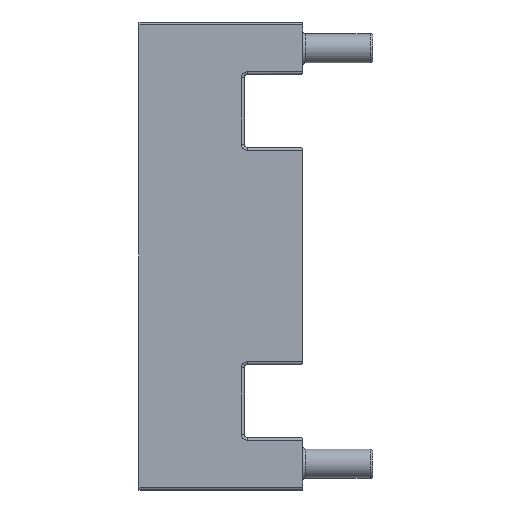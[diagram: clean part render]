
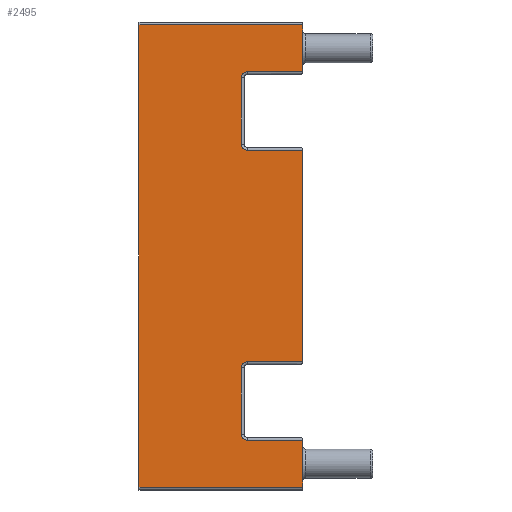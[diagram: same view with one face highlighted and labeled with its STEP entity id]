
A CAD part, left-side view. The second image highlights one B-rep face of the part: STEP entity #2495.
In plain terms, the highlighted planar face has unit normal (-1, 0, 0).
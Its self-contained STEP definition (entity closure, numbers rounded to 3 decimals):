
#95 = ORIENTED_EDGE ( 'NONE', *, *, #3898, .T. ) ;
#166 = CARTESIAN_POINT ( 'NONE',  ( -153.5, 10.5, 31. ) ) ;
#253 = AXIS2_PLACEMENT_3D ( 'NONE', #786, #7284, #6057 ) ;
#284 = VERTEX_POINT ( 'NONE', #4783 ) ;
#353 = LINE ( 'NONE', #5897, #7395 ) ;
#571 = EDGE_CURVE ( 'NONE', #2949, #7199, #3858, .T. ) ;
#584 = DIRECTION ( 'NONE',  ( 0., 0., 1. ) ) ;
#618 = CARTESIAN_POINT ( 'NONE',  ( -153.5, 28., -31.5 ) ) ;
#687 = VECTOR ( 'NONE', #6515, 1000. ) ;
#722 = DIRECTION ( 'NONE',  ( 0., -1., 0. ) ) ;
#728 = CARTESIAN_POINT ( 'NONE',  ( -153.5, 9.5, 18.1 ) ) ;
#756 = CARTESIAN_POINT ( 'NONE',  ( -153.5, 28., -39.5 ) ) ;
#764 = FACE_OUTER_BOUND ( 'NONE', #5695, .T. ) ;
#786 = CARTESIAN_POINT ( 'NONE',  ( -153.5, 9.5, 30.5 ) ) ;
#849 = AXIS2_PLACEMENT_3D ( 'NONE', #6402, #5131, #2749 ) ;
#872 = CIRCLE ( 'NONE', #253, 1. ) ;
#916 = CARTESIAN_POINT ( 'NONE',  ( -153.5, 10.5, -19.1 ) ) ;
#1101 = DIRECTION ( 'NONE',  ( 0., 0., 1. ) ) ;
#1106 = VERTEX_POINT ( 'NONE', #916 ) ;
#1123 = CARTESIAN_POINT ( 'NONE',  ( -153.5, 28., 39.5 ) ) ;
#1150 = AXIS2_PLACEMENT_3D ( 'NONE', #4032, #5097, #6368 ) ;
#1195 = VERTEX_POINT ( 'NONE', #3886 ) ;
#1305 = DIRECTION ( 'NONE',  ( 0., 1., 0. ) ) ;
#1371 = ORIENTED_EDGE ( 'NONE', *, *, #1525, .T. ) ;
#1441 = VECTOR ( 'NONE', #722, 1000. ) ;
#1504 = CARTESIAN_POINT ( 'NONE',  ( -153.5, 28., 18.1 ) ) ;
#1525 = EDGE_CURVE ( 'NONE', #5063, #3266, #4994, .T. ) ;
#1606 = VERTEX_POINT ( 'NONE', #4956 ) ;
#1687 = LINE ( 'NONE', #4790, #6919 ) ;
#1874 = PLANE ( 'NONE',  #4696 ) ;
#1907 = LINE ( 'NONE', #756, #1441 ) ;
#2001 = EDGE_CURVE ( 'NONE', #3266, #7613, #7598, .T. ) ;
#2158 = CARTESIAN_POINT ( 'NONE',  ( -153.5, 10.5, -30.5 ) ) ;
#2263 = DIRECTION ( 'NONE',  ( 0., 0., 1. ) ) ;
#2279 = VERTEX_POINT ( 'NONE', #2158 ) ;
#2304 = CARTESIAN_POINT ( 'NONE',  ( -153.5, 0., 40. ) ) ;
#2395 = ORIENTED_EDGE ( 'NONE', *, *, #3045, .T. ) ;
#2416 = CARTESIAN_POINT ( 'NONE',  ( -153.5, 9.5, -31.5 ) ) ;
#2425 = ORIENTED_EDGE ( 'NONE', *, *, #571, .F. ) ;
#2493 = CARTESIAN_POINT ( 'NONE',  ( -153.5, 28., 40. ) ) ;
#2495 = ADVANCED_FACE ( 'NONE', ( #764 ), #1874, .F. ) ;
#2519 = DIRECTION ( 'NONE',  ( 0., 0., 1. ) ) ;
#2552 = CARTESIAN_POINT ( 'NONE',  ( -153.5, 10.5, 19.1 ) ) ;
#2569 = DIRECTION ( 'NONE',  ( 0., 0., -1. ) ) ;
#2611 = CARTESIAN_POINT ( 'NONE',  ( -153.5, 28., 31.5 ) ) ;
#2679 = ORIENTED_EDGE ( 'NONE', *, *, #3649, .F. ) ;
#2749 = DIRECTION ( 'NONE',  ( 0., 0., -1. ) ) ;
#2772 = VERTEX_POINT ( 'NONE', #5290 ) ;
#2805 = ORIENTED_EDGE ( 'NONE', *, *, #7602, .T. ) ;
#2807 = VECTOR ( 'NONE', #4233, 1000. ) ;
#2832 = CARTESIAN_POINT ( 'NONE',  ( -153.5, 0., 40. ) ) ;
#2949 = VERTEX_POINT ( 'NONE', #2552 ) ;
#3002 = DIRECTION ( 'NONE',  ( -1., 0., 0. ) ) ;
#3016 = ORIENTED_EDGE ( 'NONE', *, *, #6173, .F. ) ;
#3045 = EDGE_CURVE ( 'NONE', #2949, #5629, #5445, .T. ) ;
#3244 = ORIENTED_EDGE ( 'NONE', *, *, #7502, .T. ) ;
#3262 = CARTESIAN_POINT ( 'NONE',  ( -153.5, 28., -39.5 ) ) ;
#3266 = VERTEX_POINT ( 'NONE', #5900 ) ;
#3305 = ORIENTED_EDGE ( 'NONE', *, *, #5862, .T. ) ;
#3316 = LINE ( 'NONE', #2611, #6486 ) ;
#3577 = CIRCLE ( 'NONE', #849, 1. ) ;
#3610 = EDGE_CURVE ( 'NONE', #1195, #2772, #7474, .T. ) ;
#3649 = EDGE_CURVE ( 'NONE', #6027, #5629, #872, .T. ) ;
#3858 = CIRCLE ( 'NONE', #5081, 1. ) ;
#3886 = CARTESIAN_POINT ( 'NONE',  ( -153.5, 9.5, -18.1 ) ) ;
#3898 = EDGE_CURVE ( 'NONE', #7123, #284, #353, .T. ) ;
#3903 = LINE ( 'NONE', #1504, #6500 ) ;
#3939 = DIRECTION ( 'NONE',  ( 0., 1., 0. ) ) ;
#3976 = ORIENTED_EDGE ( 'NONE', *, *, #7220, .F. ) ;
#4007 = VECTOR ( 'NONE', #1101, 1000. ) ;
#4032 = CARTESIAN_POINT ( 'NONE',  ( -153.5, 9.5, -19.1 ) ) ;
#4233 = DIRECTION ( 'NONE',  ( 0., 0., 1. ) ) ;
#4290 = DIRECTION ( 'NONE',  ( 0., 0., 1. ) ) ;
#4379 = CARTESIAN_POINT ( 'NONE',  ( -153.5, 10.5, 30.5 ) ) ;
#4381 = ORIENTED_EDGE ( 'NONE', *, *, #4953, .F. ) ;
#4496 = VERTEX_POINT ( 'NONE', #4522 ) ;
#4521 = VECTOR ( 'NONE', #2263, 1000. ) ;
#4522 = CARTESIAN_POINT ( 'NONE',  ( -153.5, 0., 18.1 ) ) ;
#4585 = VECTOR ( 'NONE', #2519, 1000. ) ;
#4671 = LINE ( 'NONE', #1123, #6613 ) ;
#4696 = AXIS2_PLACEMENT_3D ( 'NONE', #4768, #4800, #2569 ) ;
#4768 = CARTESIAN_POINT ( 'NONE',  ( -153.5, 28., 40. ) ) ;
#4783 = CARTESIAN_POINT ( 'NONE',  ( -153.5, 0., 39.5 ) ) ;
#4790 = CARTESIAN_POINT ( 'NONE',  ( -153.5, 10.5, -18.6 ) ) ;
#4800 = DIRECTION ( 'NONE',  ( 1., 0., 0. ) ) ;
#4924 = VECTOR ( 'NONE', #5783, 1000. ) ;
#4953 = EDGE_CURVE ( 'NONE', #2279, #7613, #3577, .T. ) ;
#4956 = CARTESIAN_POINT ( 'NONE',  ( -153.5, 28., 39.5 ) ) ;
#4994 = LINE ( 'NONE', #2832, #4007 ) ;
#5002 = ORIENTED_EDGE ( 'NONE', *, *, #3610, .T. ) ;
#5024 = ORIENTED_EDGE ( 'NONE', *, *, #2001, .T. ) ;
#5063 = VERTEX_POINT ( 'NONE', #7165 ) ;
#5081 = AXIS2_PLACEMENT_3D ( 'NONE', #7088, #3002, #6397 ) ;
#5097 = DIRECTION ( 'NONE',  ( -1., 0., 0. ) ) ;
#5131 = DIRECTION ( 'NONE',  ( -1., 0., 0. ) ) ;
#5290 = CARTESIAN_POINT ( 'NONE',  ( -153.5, 0., -18.1 ) ) ;
#5366 = EDGE_CURVE ( 'NONE', #4496, #7199, #3903, .T. ) ;
#5416 = ORIENTED_EDGE ( 'NONE', *, *, #5366, .T. ) ;
#5445 = LINE ( 'NONE', #166, #4585 ) ;
#5629 = VERTEX_POINT ( 'NONE', #4379 ) ;
#5695 = EDGE_LOOP ( 'NONE', ( #1371, #5024, #4381, #3305, #3016, #5002, #3244, #5416, #2425, #2395, #2679, #6065, #95, #6571, #3976, #2805 ) ) ;
#5772 = LINE ( 'NONE', #2304, #4521 ) ;
#5783 = DIRECTION ( 'NONE',  ( 0., -1., 0. ) ) ;
#5862 = EDGE_CURVE ( 'NONE', #2279, #1106, #1687, .T. ) ;
#5897 = CARTESIAN_POINT ( 'NONE',  ( -153.5, 0., 40. ) ) ;
#5900 = CARTESIAN_POINT ( 'NONE',  ( -153.5, 0., -31.5 ) ) ;
#5943 = CIRCLE ( 'NONE', #1150, 1. ) ;
#5967 = VERTEX_POINT ( 'NONE', #3262 ) ;
#6027 = VERTEX_POINT ( 'NONE', #7367 ) ;
#6057 = DIRECTION ( 'NONE',  ( 0., 0., -1. ) ) ;
#6065 = ORIENTED_EDGE ( 'NONE', *, *, #7397, .T. ) ;
#6148 = DIRECTION ( 'NONE',  ( 0., -1., 0. ) ) ;
#6173 = EDGE_CURVE ( 'NONE', #1195, #1106, #5943, .T. ) ;
#6368 = DIRECTION ( 'NONE',  ( 0., 0., -1. ) ) ;
#6397 = DIRECTION ( 'NONE',  ( 0., 0., -1. ) ) ;
#6402 = CARTESIAN_POINT ( 'NONE',  ( -153.5, 9.5, -30.5 ) ) ;
#6486 = VECTOR ( 'NONE', #6148, 1000. ) ;
#6500 = VECTOR ( 'NONE', #3939, 1000. ) ;
#6515 = DIRECTION ( 'NONE',  ( 0., 1., 0. ) ) ;
#6571 = ORIENTED_EDGE ( 'NONE', *, *, #7210, .T. ) ;
#6613 = VECTOR ( 'NONE', #1305, 1000. ) ;
#6919 = VECTOR ( 'NONE', #4290, 1000. ) ;
#6936 = CARTESIAN_POINT ( 'NONE',  ( -153.5, 28., -18.1 ) ) ;
#6946 = CARTESIAN_POINT ( 'NONE',  ( -153.5, 0., 31.5 ) ) ;
#7088 = CARTESIAN_POINT ( 'NONE',  ( -153.5, 9.5, 19.1 ) ) ;
#7123 = VERTEX_POINT ( 'NONE', #6946 ) ;
#7165 = CARTESIAN_POINT ( 'NONE',  ( -153.5, 0., -39.5 ) ) ;
#7199 = VERTEX_POINT ( 'NONE', #728 ) ;
#7210 = EDGE_CURVE ( 'NONE', #284, #1606, #4671, .T. ) ;
#7220 = EDGE_CURVE ( 'NONE', #5967, #1606, #7564, .T. ) ;
#7284 = DIRECTION ( 'NONE',  ( -1., 0., 0. ) ) ;
#7367 = CARTESIAN_POINT ( 'NONE',  ( -153.5, 9.5, 31.5 ) ) ;
#7395 = VECTOR ( 'NONE', #584, 1000. ) ;
#7397 = EDGE_CURVE ( 'NONE', #6027, #7123, #3316, .T. ) ;
#7474 = LINE ( 'NONE', #6936, #4924 ) ;
#7502 = EDGE_CURVE ( 'NONE', #2772, #4496, #5772, .T. ) ;
#7564 = LINE ( 'NONE', #2493, #2807 ) ;
#7598 = LINE ( 'NONE', #618, #687 ) ;
#7602 = EDGE_CURVE ( 'NONE', #5967, #5063, #1907, .T. ) ;
#7613 = VERTEX_POINT ( 'NONE', #2416 ) ;
